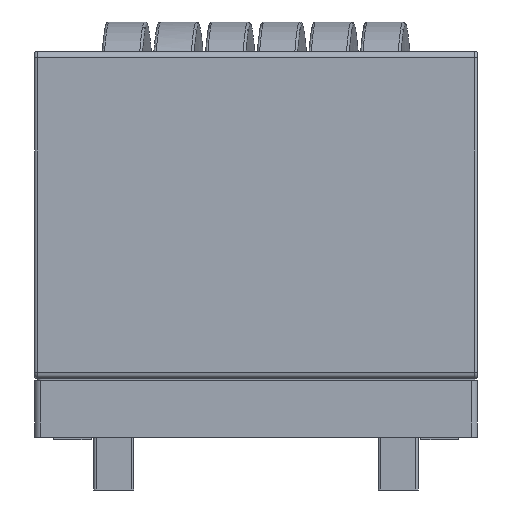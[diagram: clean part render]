
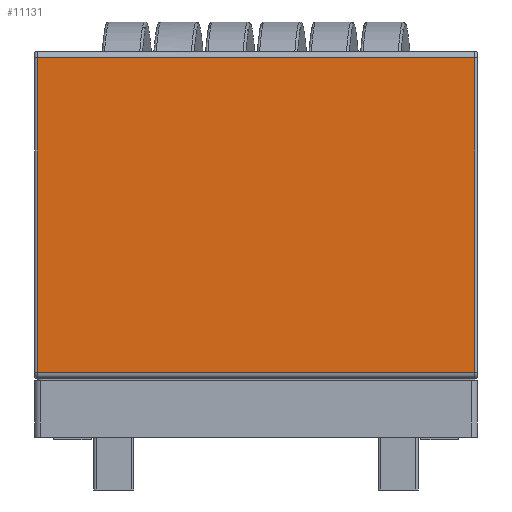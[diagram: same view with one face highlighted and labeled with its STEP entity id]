
A CAD part, left-side view. The second image highlights one B-rep face of the part: STEP entity #11131.
In plain terms, the highlighted planar face has unit normal (-1, 0, 0).
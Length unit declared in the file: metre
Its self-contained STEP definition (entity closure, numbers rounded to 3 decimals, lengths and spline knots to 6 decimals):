
#1936=ORIENTED_EDGE('',*,*,#3812,.F.);
#1937=ORIENTED_EDGE('',*,*,#3798,.T.);
#1938=ORIENTED_EDGE('',*,*,#3802,.T.);
#1939=ORIENTED_EDGE('',*,*,#3828,.T.);
#3798=EDGE_CURVE('',#4784,#4785,#5430,.T.);
#3802=EDGE_CURVE('',#4785,#4787,#5434,.T.);
#3812=EDGE_CURVE('',#4784,#4795,#5442,.T.);
#3828=EDGE_CURVE('',#4787,#4795,#5450,.T.);
#4784=VERTEX_POINT('',#26981);
#4785=VERTEX_POINT('',#26986);
#4787=VERTEX_POINT('',#26999);
#4795=VERTEX_POINT('',#27019);
#5430=LINE('',#26992,#6152);
#5434=LINE('',#26998,#6156);
#5442=LINE('',#27018,#6164);
#5450=LINE('',#27049,#6172);
#6152=VECTOR('',#12655,1.);
#6156=VECTOR('',#12663,1.);
#6164=VECTOR('',#12679,1.);
#6172=VECTOR('',#12719,1.);
#6814=EDGE_LOOP('',(#1936,#1937,#1938,#1939));
#7318=FACE_BOUND('',#6814,.T.);
#7707=PLANE('',#11681);
#11131=ADVANCED_FACE('',(#7318),#7707,.T.);
#11681=AXIS2_PLACEMENT_3D('',#27048,#12717,#12718);
#12655=DIRECTION('',(0.,0.,-1.));
#12663=DIRECTION('',(0.,-1.,0.));
#12679=DIRECTION('',(0.,-1.,0.));
#12717=DIRECTION('',(-1.,0.,0.));
#12718=DIRECTION('',(0.,0.,1.));
#12719=DIRECTION('',(0.,0.,1.));
#26981=CARTESIAN_POINT('',(-0.018,0.0174,0.0279));
#26986=CARTESIAN_POINT('',(-0.018,0.0174,0.0029));
#26992=CARTESIAN_POINT('',(-0.018,0.0174,0.0029));
#26998=CARTESIAN_POINT('',(-0.018,0.0176,0.0029));
#26999=CARTESIAN_POINT('',(-0.018,-0.0174,0.0029));
#27018=CARTESIAN_POINT('',(-0.018,0.0176,0.0279));
#27019=CARTESIAN_POINT('',(-0.018,-0.0174,0.0279));
#27048=CARTESIAN_POINT('',(-0.018,0.0176,0.0284));
#27049=CARTESIAN_POINT('',(-0.018,-0.0174,0.0279));
